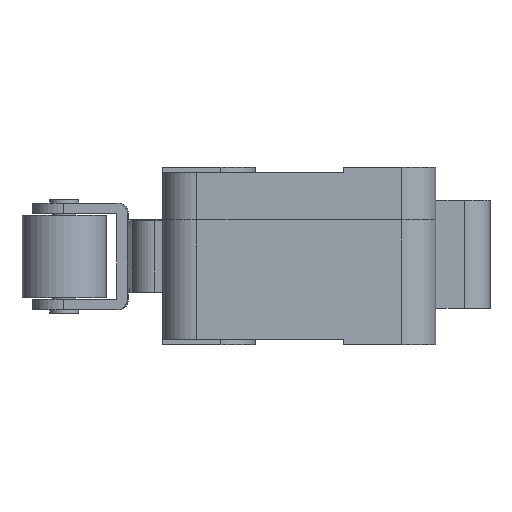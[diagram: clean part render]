
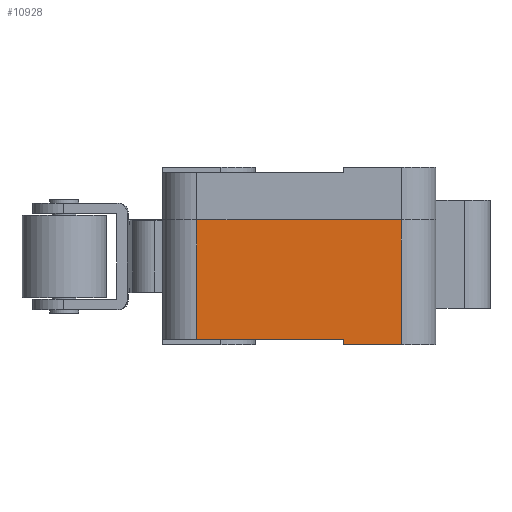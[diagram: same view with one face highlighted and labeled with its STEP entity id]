
A CAD part, left-side view. The second image highlights one B-rep face of the part: STEP entity #10928.
In plain terms, the highlighted planar face has unit normal (-1, 0, 0).
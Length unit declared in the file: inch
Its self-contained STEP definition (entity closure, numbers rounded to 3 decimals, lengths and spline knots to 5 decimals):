
#1200=FACE_OUTER_BOUND('',#1832,.T.);
#1832=EDGE_LOOP('',(#9943,#9944,#9945,#9946,#9947,#9948));
#2707=LINE('',#17851,#3905);
#3012=LINE('',#19674,#4210);
#3015=LINE('',#19682,#4213);
#3019=LINE('',#19693,#4217);
#3022=LINE('',#19699,#4220);
#3033=LINE('',#19728,#4231);
#3905=VECTOR('',#12982,0.3937);
#4210=VECTOR('',#13661,0.3937);
#4213=VECTOR('',#13668,0.3937);
#4217=VECTOR('',#13684,0.3937);
#4220=VECTOR('',#13693,0.3937);
#4231=VECTOR('',#13730,0.3937);
#5070=VERTEX_POINT('',#17841);
#5072=VERTEX_POINT('',#17850);
#5258=VERTEX_POINT('',#19670);
#5259=VERTEX_POINT('',#19672);
#5262=VERTEX_POINT('',#19681);
#5263=VERTEX_POINT('',#19691);
#6407=EDGE_CURVE('',#5072,#5070,#2707,.T.);
#6807=EDGE_CURVE('',#5258,#5259,#3012,.T.);
#6811=EDGE_CURVE('',#5262,#5258,#3015,.T.);
#6817=EDGE_CURVE('',#5263,#5259,#3019,.T.);
#6820=EDGE_CURVE('',#5262,#5070,#3022,.T.);
#6833=EDGE_CURVE('',#5263,#5072,#3033,.T.);
#9943=ORIENTED_EDGE('',*,*,#6407,.T.);
#9944=ORIENTED_EDGE('',*,*,#6820,.F.);
#9945=ORIENTED_EDGE('',*,*,#6811,.T.);
#9946=ORIENTED_EDGE('',*,*,#6807,.T.);
#9947=ORIENTED_EDGE('',*,*,#6817,.F.);
#9948=ORIENTED_EDGE('',*,*,#6833,.T.);
#10355=PLANE('',#11477);
#10928=ADVANCED_FACE('',(#1200),#10355,.T.);
#11477=AXIS2_PLACEMENT_3D('',#19727,#13728,#13729);
#12982=DIRECTION('',(0.,1.,0.));
#13661=DIRECTION('',(0.,0.,-1.));
#13668=DIRECTION('',(0.,-1.,0.));
#13684=DIRECTION('',(0.,1.,0.));
#13693=DIRECTION('',(0.,0.,1.));
#13728=DIRECTION('center_axis',(-1.,0.,0.));
#13729=DIRECTION('ref_axis',(0.,0.,1.));
#13730=DIRECTION('',(0.,0.,1.));
#17841=CARTESIAN_POINT('',(-1.1378,0.25295,0.28543));
#17850=CARTESIAN_POINT('',(-1.1378,-0.21555,0.28543));
#17851=CARTESIAN_POINT('',(-1.1378,0.05809,0.28543));
#19670=CARTESIAN_POINT('',(-1.1378,-0.08169,0.01181));
#19672=CARTESIAN_POINT('',(-1.1378,-0.08169,0.));
#19674=CARTESIAN_POINT('',(-1.1378,-0.08169,0.));
#19681=CARTESIAN_POINT('',(-1.1378,0.25295,0.01181));
#19682=CARTESIAN_POINT('',(-1.1378,-0.09674,0.01181));
#19691=CARTESIAN_POINT('',(-1.1378,-0.21555,0.));
#19693=CARTESIAN_POINT('',(-1.1378,-0.21555,0.));
#19699=CARTESIAN_POINT('',(-1.1378,0.25295,0.));
#19727=CARTESIAN_POINT('Origin',(-1.1378,-0.21555,0.));
#19728=CARTESIAN_POINT('',(-1.1378,-0.21555,0.));
